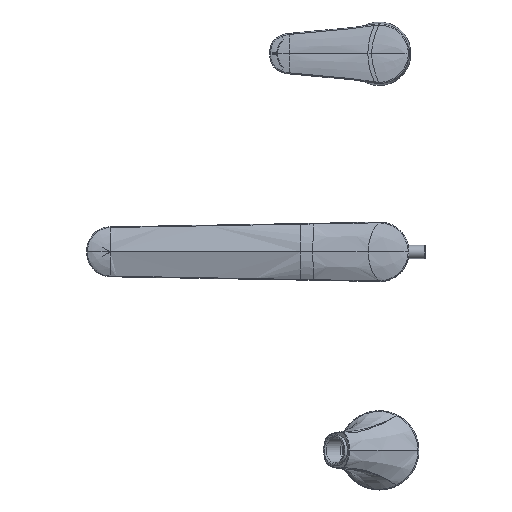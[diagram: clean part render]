
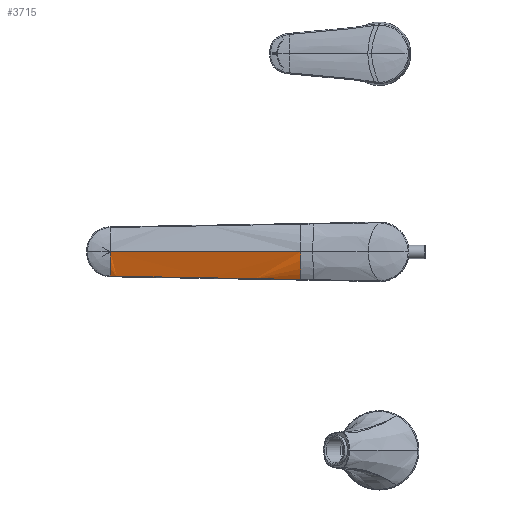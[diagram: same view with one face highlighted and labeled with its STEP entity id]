
A CAD part, top view. The second image highlights one B-rep face of the part: STEP entity #3715.
In plain terms, the highlighted free-form (B-spline) face has degree [3, 1] with [5, 2] control points.
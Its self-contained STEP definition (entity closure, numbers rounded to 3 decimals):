
#459=LINE('',#7616,#547);
#547=VECTOR('',#5099,143.922);
#636=ELLIPSE('',#4629,2131.238,35.853);
#774=B_SPLINE_CURVE_WITH_KNOTS('',3,(#8773,#8774,#8775,#8776,#8777),
 .UNSPECIFIED.,.F.,.F.,(4,1,4),(-0.5,-0.333,-0.101),
 .UNSPECIFIED.);
#775=B_SPLINE_CURVE_WITH_KNOTS('',3,(#8790,#8791,#8792,#8793,#8794),
 .UNSPECIFIED.,.F.,.F.,(4,1,4),(0.,0.362,1.),.UNSPECIFIED.);
#776=B_SPLINE_CURVE_WITH_KNOTS('',3,(#8795,#8796,#8797,#8798,#8799,#8800,
#8801,#8802,#8803,#8804,#8805,#8806,#8807,#8808,#8809,#8810),
 .UNSPECIFIED.,.F.,.F.,(4,3,3,3,3,4),(0.,0.316,0.333,
0.667,0.681,1.),.UNSPECIFIED.);
#994=B_SPLINE_SURFACE_WITH_KNOTS('',3,1,((#8778,#8779),(#8780,#8781),(#8782,
#8783),(#8784,#8785),(#8786,#8787)),.UNSPECIFIED.,.F.,.F.,.F.,(4,1,4),(2,
2),(0.03,0.333,0.509),(0.,17.961),
 .UNSPECIFIED.);
#1076=FACE_OUTER_BOUND('',#1308,.T.);
#1308=EDGE_LOOP('',(#2700,#2701,#2702,#2703,#2704));
#1732=VERTEX_POINT('',#6530);
#1751=VERTEX_POINT('',#7509);
#1752=VERTEX_POINT('',#7548);
#1768=VERTEX_POINT('',#8520);
#1769=VERTEX_POINT('',#8788);
#2098=EDGE_CURVE('',#1751,#1752,#459,.T.);
#2122=EDGE_CURVE('',#1751,#1768,#774,.T.);
#2123=EDGE_CURVE('',#1732,#1769,#636,.T.);
#2124=EDGE_CURVE('',#1752,#1732,#775,.T.);
#2125=EDGE_CURVE('',#1769,#1768,#776,.T.);
#2700=ORIENTED_EDGE('',*,*,#2123,.F.);
#2701=ORIENTED_EDGE('',*,*,#2124,.F.);
#2702=ORIENTED_EDGE('',*,*,#2098,.F.);
#2703=ORIENTED_EDGE('',*,*,#2122,.T.);
#2704=ORIENTED_EDGE('',*,*,#2125,.F.);
#3715=ADVANCED_FACE('',(#1076),#994,.F.);
#4629=AXIS2_PLACEMENT_3D('',#8789,#5109,#5110);
#5099=DIRECTION('',(-1.,0.,0.));
#5109=DIRECTION('center_axis',(0.018,-0.002,
-1.));
#5110=DIRECTION('ref_axis',(1.,0.,0.018));
#6530=CARTESIAN_POINT('',(59.578,-7.969,-20.924));
#7509=CARTESIAN_POINT('',(203.5,-2.003,0.));
#7548=CARTESIAN_POINT('',(59.578,-2.003,0.));
#7616=CARTESIAN_POINT('',(203.5,-2.003,0.));
#8520=CARTESIAN_POINT('',(203.5,-6.514,-18.372));
#8773=CARTESIAN_POINT('Ctrl Pts',(203.5,-2.003,0.));
#8774=CARTESIAN_POINT('Ctrl Pts',(203.5,-2.003,-2.659));
#8775=CARTESIAN_POINT('Ctrl Pts',(203.5,-2.639,-9.027));
#8776=CARTESIAN_POINT('Ctrl Pts',(203.5,-4.797,-15.084));
#8777=CARTESIAN_POINT('Ctrl Pts',(203.5,-6.514,-18.372));
#8778=CARTESIAN_POINT('Ctrl Pts',(206.378,-8.204,-21.297));
#8779=CARTESIAN_POINT('Ctrl Pts',(26.764,-8.204,-21.297));
#8780=CARTESIAN_POINT('Ctrl Pts',(206.378,-5.608,-17.217));
#8781=CARTESIAN_POINT('Ctrl Pts',(26.764,-5.608,-17.217));
#8782=CARTESIAN_POINT('Ctrl Pts',(206.378,-2.695,-10.015));
#8783=CARTESIAN_POINT('Ctrl Pts',(26.764,-2.695,-10.015));
#8784=CARTESIAN_POINT('Ctrl Pts',(206.378,-1.974,-2.364));
#8785=CARTESIAN_POINT('Ctrl Pts',(26.764,-1.974,-2.364));
#8786=CARTESIAN_POINT('Ctrl Pts',(206.378,-2.005,0.441));
#8787=CARTESIAN_POINT('Ctrl Pts',(26.764,-2.005,0.441));
#8788=CARTESIAN_POINT('',(198.696,-6.558,-18.456));
#8789=CARTESIAN_POINT('Origin',(1190.59,-37.826,-0.789));
#8790=CARTESIAN_POINT('Ctrl Pts',(59.578,-2.003,0.));
#8791=CARTESIAN_POINT('Ctrl Pts',(59.578,-2.003,-2.659));
#8792=CARTESIAN_POINT('Ctrl Pts',(59.578,-2.736,-10.006));
#8793=CARTESIAN_POINT('Ctrl Pts',(59.578,-5.497,-16.94));
#8794=CARTESIAN_POINT('Ctrl Pts',(59.578,-7.969,-20.924));
#8795=CARTESIAN_POINT('Ctrl Pts',(198.696,-6.558,-18.456));
#8796=CARTESIAN_POINT('Ctrl Pts',(199.198,-6.553,-18.447));
#8797=CARTESIAN_POINT('Ctrl Pts',(199.701,-6.549,-18.438));
#8798=CARTESIAN_POINT('Ctrl Pts',(200.206,-6.544,-18.429));
#8799=CARTESIAN_POINT('Ctrl Pts',(200.233,-6.544,-18.429));
#8800=CARTESIAN_POINT('Ctrl Pts',(200.26,-6.544,-18.428));
#8801=CARTESIAN_POINT('Ctrl Pts',(200.287,-6.543,-18.428));
#8802=CARTESIAN_POINT('Ctrl Pts',(200.819,-6.538,-18.419));
#8803=CARTESIAN_POINT('Ctrl Pts',(201.353,-6.534,-18.409));
#8804=CARTESIAN_POINT('Ctrl Pts',(201.889,-6.529,-18.4));
#8805=CARTESIAN_POINT('Ctrl Pts',(201.911,-6.528,-18.399));
#8806=CARTESIAN_POINT('Ctrl Pts',(201.934,-6.528,-18.399));
#8807=CARTESIAN_POINT('Ctrl Pts',(201.957,-6.528,-18.399));
#8808=CARTESIAN_POINT('Ctrl Pts',(202.47,-6.523,-18.39));
#8809=CARTESIAN_POINT('Ctrl Pts',(202.984,-6.519,-18.381));
#8810=CARTESIAN_POINT('Ctrl Pts',(203.5,-6.514,-18.372));
